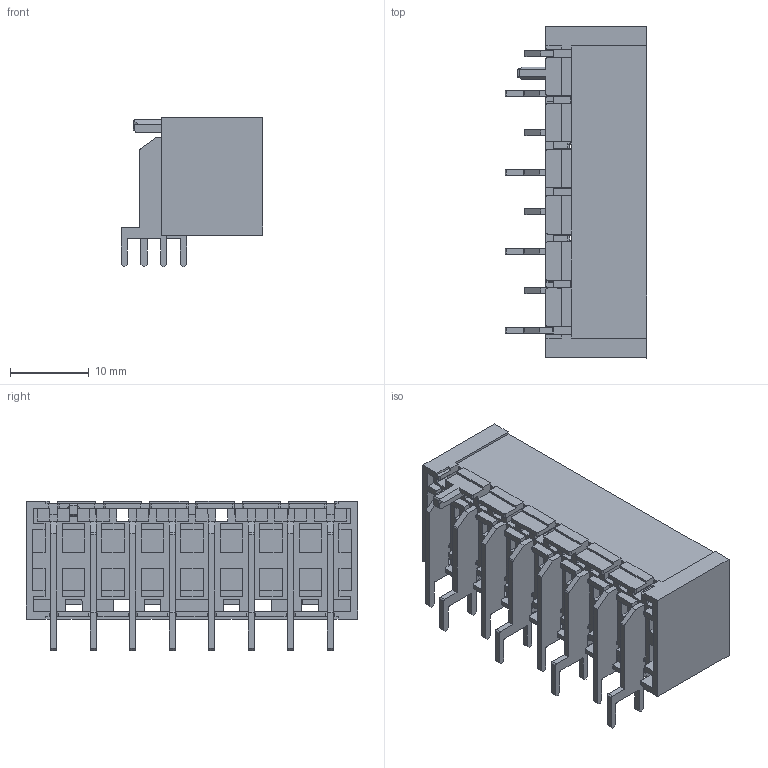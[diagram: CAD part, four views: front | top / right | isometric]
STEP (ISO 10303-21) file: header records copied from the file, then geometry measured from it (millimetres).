
FILE_DESCRIPTION(/* description */ ('Unknown'),/* implementation_level */ '2;1');
FILE_NAME(/* name */ '637101120108',/* time_stamp */ '2023-10-04T15:05:22+02:00',/* author */ ('Unknown'),/* organization */ ('Unknown'),/* preprocessor_version */ 'ST-DEVELOPER v18.102',/* originating_system */ 'Solid Edge',/* authorisation */ 'Unknown');
FILE_SCHEMA (('AUTOMOTIVE_DESIGN {1 0 10303 214 3 1 1}'));
Length unit declared in the file: millimetre
Products named in the file (4): 63710112xxxx; 637101120108; 63710112xxxx_Blade 2; 63710112xxxx_Blade 1
Assembly tree (9 placements, depth 2):
  63710112xxxx
    637101120108
    63710112xxxx_Blade 2  x4
    63710112xxxx_Blade 1  x4
Bounding box: 17.97 x 42 x 18.9 mm (x, y, z)
Volume: 2718 mm3; surface area: 7627.3 mm2
Topology: 9 solids, 9 shells, 979 faces, 2875 edges, 1871 vertices
Faces by surface type: plane 891, cylinder 88
Full cylindrical faces by diameter (mm): 2 x8
Entity records: 24129 total; most frequent: ORIENTED_EDGE 4326, CARTESIAN_POINT 4301, DIRECTION 3743, EDGE_CURVE 2163, LINE 2069, VECTOR 2069, VERTEX_POINT 1395, AXIS2_PLACEMENT_3D 837
